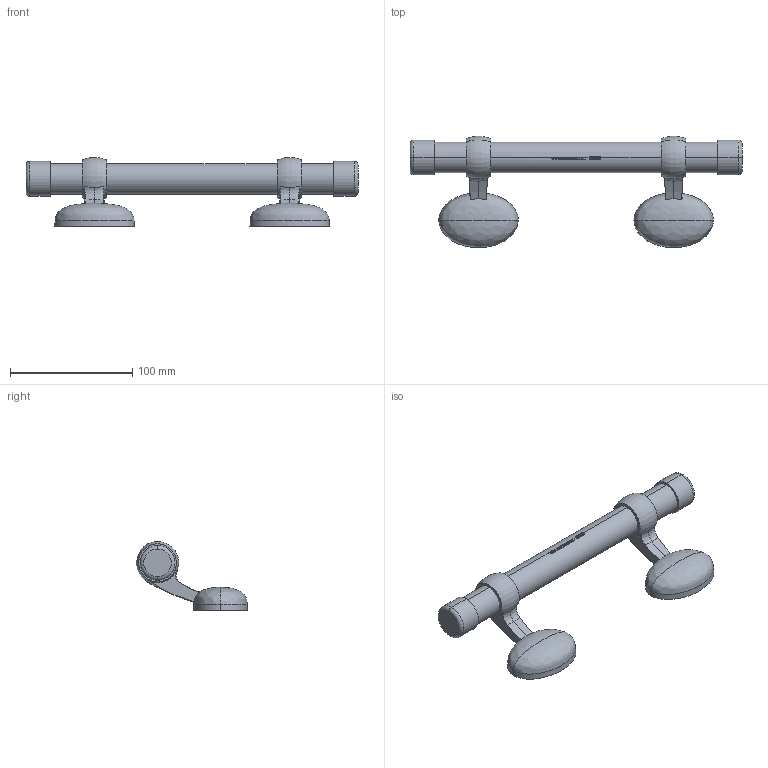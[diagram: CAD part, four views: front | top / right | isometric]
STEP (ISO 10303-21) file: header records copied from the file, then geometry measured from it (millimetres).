
FILE_DESCRIPTION (( 'STEP AP214' ), '1' );
FILE_NAME ('08996-Casket Coffin Handle Round Bar Silver Zinc 270mm.STEP', '2018-12-19T20:49:51', ( '' ), ( '' ), 'SwSTEP 2.0', 'SolidWorks 2018', '' );
FILE_SCHEMA (( 'AUTOMOTIVE_DESIGN' ));
Length unit declared in the file: millimetre
Products named in the file (5): 8996 Coffin Handle Mount; 93245A126_NONMARRING FLAT POINT SOCKET SET SCREW_93245A126; 8996 Coffin Handle Bar; 08996-Casket Coffin Handle Round Bar Silver Zinc 270mm; 8996 Coffin Handle Strut
Assembly tree (7 placements, depth 2):
  08996-Casket Coffin Handle Round Bar Silver Zinc 270mm
    8996 Coffin Handle Bar
    8996 Coffin Handle Strut  x2
    8996 Coffin Handle Mount  x2
    93245A126_NONMARRING FLAT POINT SOCKET SET SCREW_93245A126  x2
Bounding box: 272 x 91.13 x 56.42 mm (x, y, z)
Volume: 66145.9 mm3; surface area: 81047.3 mm2
Topology: 5 solids, 12 shells, 678 faces, 1834 edges, 1178 vertices
Faces by surface type: bspline 284, plane 188, cylinder 138, cone 34, sphere 20, torus 14
Entity records: 47418 total; most frequent: CARTESIAN_POINT 37042, ORIENTED_EDGE 2770, EDGE_CURVE 1385, DIRECTION 1037, B_SPLINE_CURVE_WITH_KNOTS 1018, VERTEX_POINT 901, EDGE_LOOP 528, ADVANCED_FACE 509
